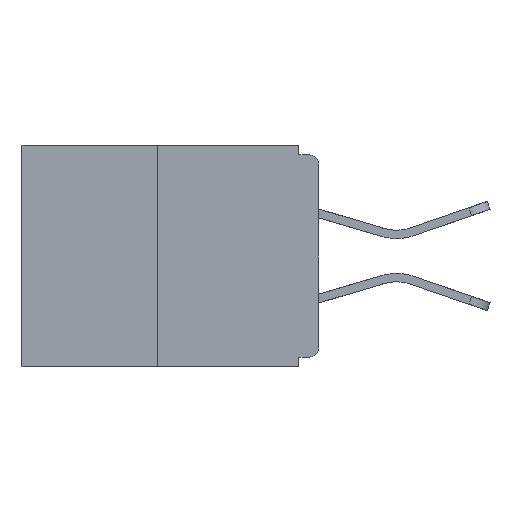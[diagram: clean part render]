
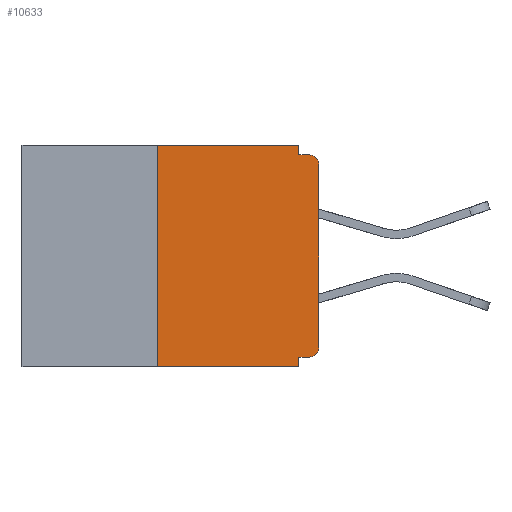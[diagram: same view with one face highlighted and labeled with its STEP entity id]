
A CAD part, left-side view. The second image highlights one B-rep face of the part: STEP entity #10633.
In plain terms, the highlighted planar face has unit normal (-1, 0, 0).
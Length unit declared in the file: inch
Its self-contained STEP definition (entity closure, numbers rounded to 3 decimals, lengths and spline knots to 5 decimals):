
#216 = DIRECTION ( 'NONE',  ( 0., 0., 1. ) ) ;
#520 = CARTESIAN_POINT ( 'NONE',  ( 0., 0., 0. ) ) ;
#616 = CARTESIAN_POINT ( 'NONE',  ( 0., 0.015, -0.328 ) ) ;
#803 = VECTOR ( 'NONE', #7016, 39.37008 ) ;
#985 = LINE ( 'NONE', #13581, #2337 ) ;
#1158 = VERTEX_POINT ( 'NONE', #1528 ) ;
#1528 = CARTESIAN_POINT ( 'NONE',  ( 0., 0.015, -0.015 ) ) ;
#1614 = LINE ( 'NONE', #5034, #14177 ) ;
#1769 = ORIENTED_EDGE ( 'NONE', *, *, #3619, .T. ) ;
#1979 = EDGE_CURVE ( 'NONE', #2325, #5921, #4963, .T. ) ;
#2006 = DIRECTION ( 'NONE',  ( 0., 0., -1. ) ) ;
#2204 = DIRECTION ( 'NONE',  ( 0., 0., -1. ) ) ;
#2255 = VERTEX_POINT ( 'NONE', #2473 ) ;
#2309 = DIRECTION ( 'NONE',  ( -1., 0., 0. ) ) ;
#2325 = VERTEX_POINT ( 'NONE', #12519 ) ;
#2328 = VERTEX_POINT ( 'NONE', #14100 ) ;
#2337 = VECTOR ( 'NONE', #13649, 39.37008 ) ;
#2424 = DIRECTION ( 'NONE',  ( 1., 0., 0. ) ) ;
#2473 = CARTESIAN_POINT ( 'NONE',  ( 0., 0., -0.313 ) ) ;
#2708 = CARTESIAN_POINT ( 'NONE',  ( 0., 0.46, 0. ) ) ;
#2849 = ORIENTED_EDGE ( 'NONE', *, *, #8691, .F. ) ;
#3150 = EDGE_CURVE ( 'NONE', #10761, #5921, #7149, .T. ) ;
#3290 = ORIENTED_EDGE ( 'NONE', *, *, #5831, .F. ) ;
#3619 = EDGE_CURVE ( 'NONE', #9812, #1158, #12082, .T. ) ;
#4103 = CARTESIAN_POINT ( 'NONE',  ( 0., 0.25, -0.343 ) ) ;
#4283 = CARTESIAN_POINT ( 'NONE',  ( 0., 0.015, -0.03 ) ) ;
#4356 = ORIENTED_EDGE ( 'NONE', *, *, #7818, .T. ) ;
#4878 = VECTOR ( 'NONE', #7283, 39.37008 ) ;
#4963 = LINE ( 'NONE', #11869, #12705 ) ;
#5034 = CARTESIAN_POINT ( 'NONE',  ( 0., 0., -0.015 ) ) ;
#5831 = EDGE_CURVE ( 'NONE', #12151, #1158, #1614, .T. ) ;
#5911 = ORIENTED_EDGE ( 'NONE', *, *, #12999, .F. ) ;
#5921 = VERTEX_POINT ( 'NONE', #11034 ) ;
#6030 = CARTESIAN_POINT ( 'NONE',  ( 0., 0.25, 0. ) ) ;
#6136 = VECTOR ( 'NONE', #10854, 39.37008 ) ;
#6266 = LINE ( 'NONE', #520, #6136 ) ;
#6448 = VERTEX_POINT ( 'NONE', #616 ) ;
#7016 = DIRECTION ( 'NONE',  ( 0., 1., 0. ) ) ;
#7149 = LINE ( 'NONE', #9321, #10762 ) ;
#7181 = EDGE_LOOP ( 'NONE', ( #13288, #9188, #14765, #8713, #5911, #4356, #14410, #1769, #3290, #2849 ) ) ;
#7283 = DIRECTION ( 'NONE',  ( 0., -1., 0. ) ) ;
#7286 = DIRECTION ( 'NONE',  ( 0., 0., -1. ) ) ;
#7758 = EDGE_CURVE ( 'NONE', #2255, #9812, #6266, .T. ) ;
#7781 = CARTESIAN_POINT ( 'NONE',  ( 0., 0.015, -0.313 ) ) ;
#7818 = EDGE_CURVE ( 'NONE', #6448, #2255, #13099, .T. ) ;
#7820 = AXIS2_PLACEMENT_3D ( 'NONE', #7781, #2309, #2006 ) ;
#7835 = CARTESIAN_POINT ( 'NONE',  ( 0., 0.031, -0.015 ) ) ;
#8062 = VERTEX_POINT ( 'NONE', #6030 ) ;
#8691 = EDGE_CURVE ( 'NONE', #2328, #12151, #985, .T. ) ;
#8713 = ORIENTED_EDGE ( 'NONE', *, *, #1979, .F. ) ;
#8929 = VECTOR ( 'NONE', #216, 39.37008 ) ;
#9053 = LINE ( 'NONE', #9277, #803 ) ;
#9188 = ORIENTED_EDGE ( 'NONE', *, *, #9860, .F. ) ;
#9277 = CARTESIAN_POINT ( 'NONE',  ( 0., 0., -0.328 ) ) ;
#9321 = CARTESIAN_POINT ( 'NONE',  ( 0., 0.46, -0.343 ) ) ;
#9462 = DIRECTION ( 'NONE',  ( 0., -1., 0. ) ) ;
#9667 = AXIS2_PLACEMENT_3D ( 'NONE', #12623, #2424, #2204 ) ;
#9812 = VERTEX_POINT ( 'NONE', #11527 ) ;
#9860 = EDGE_CURVE ( 'NONE', #10761, #8062, #12657, .T. ) ;
#10315 = CARTESIAN_POINT ( 'NONE',  ( 0., 0.25, 0. ) ) ;
#10633 = ADVANCED_FACE ( 'NONE', ( #13830 ), #12468, .F. ) ;
#10670 = LINE ( 'NONE', #2708, #4878 ) ;
#10761 = VERTEX_POINT ( 'NONE', #4103 ) ;
#10762 = VECTOR ( 'NONE', #11499, 39.37008 ) ;
#10854 = DIRECTION ( 'NONE',  ( 0., 0., 1. ) ) ;
#11034 = CARTESIAN_POINT ( 'NONE',  ( 0., 0.031, -0.343 ) ) ;
#11353 = AXIS2_PLACEMENT_3D ( 'NONE', #4283, #13385, #12395 ) ;
#11499 = DIRECTION ( 'NONE',  ( 0., -1., 0. ) ) ;
#11527 = CARTESIAN_POINT ( 'NONE',  ( 0., 0., -0.03 ) ) ;
#11869 = CARTESIAN_POINT ( 'NONE',  ( 0., 0.031, -0.343 ) ) ;
#12082 = CIRCLE ( 'NONE', #11353, 0.015 ) ;
#12151 = VERTEX_POINT ( 'NONE', #7835 ) ;
#12395 = DIRECTION ( 'NONE',  ( 0., 0., -1. ) ) ;
#12468 = PLANE ( 'NONE',  #9667 ) ;
#12519 = CARTESIAN_POINT ( 'NONE',  ( 0., 0.031, -0.328 ) ) ;
#12623 = CARTESIAN_POINT ( 'NONE',  ( 0., 0.46, 0. ) ) ;
#12657 = LINE ( 'NONE', #10315, #8929 ) ;
#12705 = VECTOR ( 'NONE', #7286, 39.37008 ) ;
#12746 = EDGE_CURVE ( 'NONE', #8062, #2328, #10670, .T. ) ;
#12999 = EDGE_CURVE ( 'NONE', #6448, #2325, #9053, .T. ) ;
#13099 = CIRCLE ( 'NONE', #7820, 0.015 ) ;
#13288 = ORIENTED_EDGE ( 'NONE', *, *, #12746, .F. ) ;
#13385 = DIRECTION ( 'NONE',  ( -1., 0., 0. ) ) ;
#13581 = CARTESIAN_POINT ( 'NONE',  ( 0., 0.031, 0. ) ) ;
#13649 = DIRECTION ( 'NONE',  ( 0., 0., -1. ) ) ;
#13830 = FACE_OUTER_BOUND ( 'NONE', #7181, .T. ) ;
#14100 = CARTESIAN_POINT ( 'NONE',  ( 0., 0.031, 0. ) ) ;
#14177 = VECTOR ( 'NONE', #9462, 39.37008 ) ;
#14410 = ORIENTED_EDGE ( 'NONE', *, *, #7758, .T. ) ;
#14765 = ORIENTED_EDGE ( 'NONE', *, *, #3150, .T. ) ;
